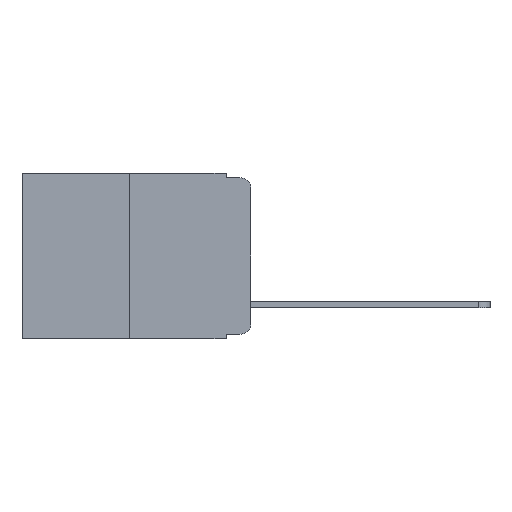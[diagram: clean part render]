
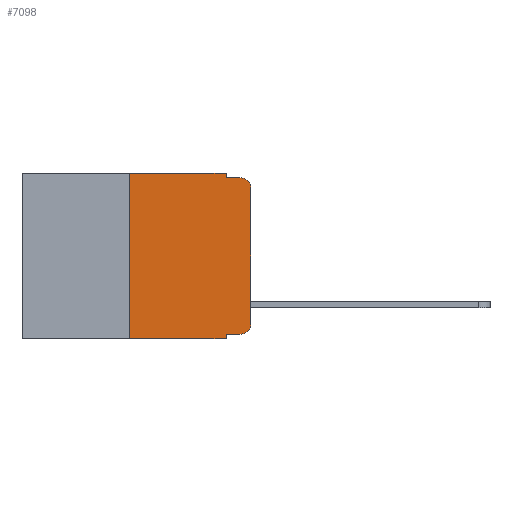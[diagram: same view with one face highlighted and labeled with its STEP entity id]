
A CAD part, left-side view. The second image highlights one B-rep face of the part: STEP entity #7098.
In plain terms, the highlighted planar face has unit normal (-1, 0, 0).
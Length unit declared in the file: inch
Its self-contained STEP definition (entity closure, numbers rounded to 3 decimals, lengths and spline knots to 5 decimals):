
#8 = CARTESIAN_POINT ( 'NONE',  ( 0., 0.25, -0.343 ) ) ;
#105 = VERTEX_POINT ( 'NONE', #14893 ) ;
#145 = CARTESIAN_POINT ( 'NONE',  ( 0., 0.051, 0. ) ) ;
#284 = CARTESIAN_POINT ( 'NONE',  ( 0., 0., -0.313 ) ) ;
#463 = EDGE_CURVE ( 'NONE', #20205, #7840, #11159, .T. ) ;
#1019 = CIRCLE ( 'NONE', #7161, 0.02 ) ;
#1064 = ORIENTED_EDGE ( 'NONE', *, *, #463, .T. ) ;
#1238 = DIRECTION ( 'NONE',  ( 0., -1., 0. ) ) ;
#1406 = CARTESIAN_POINT ( 'NONE',  ( 0., 0.051, -0.333 ) ) ;
#2013 = EDGE_CURVE ( 'NONE', #6218, #13848, #12874, .T. ) ;
#2266 = DIRECTION ( 'NONE',  ( 0., 0., -1. ) ) ;
#2661 = VECTOR ( 'NONE', #1238, 39.37008 ) ;
#3329 = VECTOR ( 'NONE', #2266, 39.37008 ) ;
#3511 = EDGE_CURVE ( 'NONE', #19470, #15450, #5224, .T. ) ;
#3811 = CARTESIAN_POINT ( 'NONE',  ( 0., 0.051, -0.01 ) ) ;
#4031 = DIRECTION ( 'NONE',  ( -1., 0., 0. ) ) ;
#4163 = LINE ( 'NONE', #1406, #15228 ) ;
#4298 = EDGE_CURVE ( 'NONE', #6218, #7809, #14951, .T. ) ;
#4941 = CARTESIAN_POINT ( 'NONE',  ( 0., 0.473, 0. ) ) ;
#5224 = LINE ( 'NONE', #5613, #15045 ) ;
#5613 = CARTESIAN_POINT ( 'NONE',  ( 0., 0.051, 0. ) ) ;
#6218 = VERTEX_POINT ( 'NONE', #8 ) ;
#7098 = ADVANCED_FACE ( 'NONE', ( #21251 ), #24753, .F. ) ;
#7161 = AXIS2_PLACEMENT_3D ( 'NONE', #9551, #23227, #11535 ) ;
#7237 = CARTESIAN_POINT ( 'NONE',  ( 0., 0.25, 0. ) ) ;
#7326 = LINE ( 'NONE', #3811, #19584 ) ;
#7408 = DIRECTION ( 'NONE',  ( 0., 0., 1. ) ) ;
#7514 = EDGE_CURVE ( 'NONE', #105, #20205, #1019, .T. ) ;
#7588 = EDGE_CURVE ( 'NONE', #7840, #22593, #24961, .T. ) ;
#7802 = CARTESIAN_POINT ( 'NONE',  ( 0., 0.02, -0.03 ) ) ;
#7809 = VERTEX_POINT ( 'NONE', #25405 ) ;
#7840 = VERTEX_POINT ( 'NONE', #17629 ) ;
#8481 = CARTESIAN_POINT ( 'NONE',  ( 0., 0.051, -0.333 ) ) ;
#8778 = ORIENTED_EDGE ( 'NONE', *, *, #2013, .F. ) ;
#9551 = CARTESIAN_POINT ( 'NONE',  ( 0., 0.02, -0.313 ) ) ;
#9746 = CARTESIAN_POINT ( 'NONE',  ( 0., 0.473, 0. ) ) ;
#11159 = LINE ( 'NONE', #19898, #13590 ) ;
#11535 = DIRECTION ( 'NONE',  ( 0., 0., -1. ) ) ;
#12874 = LINE ( 'NONE', #24038, #16840 ) ;
#13266 = AXIS2_PLACEMENT_3D ( 'NONE', #7802, #4031, #21479 ) ;
#13590 = VECTOR ( 'NONE', #7408, 39.37008 ) ;
#13700 = EDGE_CURVE ( 'NONE', #16024, #7809, #22927, .T. ) ;
#13848 = VERTEX_POINT ( 'NONE', #7237 ) ;
#14026 = ORIENTED_EDGE ( 'NONE', *, *, #7588, .T. ) ;
#14081 = ORIENTED_EDGE ( 'NONE', *, *, #22438, .F. ) ;
#14893 = CARTESIAN_POINT ( 'NONE',  ( 0., 0.02, -0.333 ) ) ;
#14951 = LINE ( 'NONE', #16712, #2661 ) ;
#15045 = VECTOR ( 'NONE', #17268, 39.37008 ) ;
#15228 = VECTOR ( 'NONE', #20918, 39.37008 ) ;
#15428 = ORIENTED_EDGE ( 'NONE', *, *, #13700, .F. ) ;
#15450 = VERTEX_POINT ( 'NONE', #18616 ) ;
#15620 = ORIENTED_EDGE ( 'NONE', *, *, #3511, .F. ) ;
#15671 = EDGE_CURVE ( 'NONE', #13848, #19470, #21881, .T. ) ;
#15962 = CARTESIAN_POINT ( 'NONE',  ( 0., 0.02, -0.01 ) ) ;
#16024 = VERTEX_POINT ( 'NONE', #8481 ) ;
#16170 = EDGE_CURVE ( 'NONE', #16024, #105, #4163, .T. ) ;
#16453 = ORIENTED_EDGE ( 'NONE', *, *, #15671, .F. ) ;
#16702 = VECTOR ( 'NONE', #23407, 39.37008 ) ;
#16712 = CARTESIAN_POINT ( 'NONE',  ( 0., 0.473, -0.343 ) ) ;
#16840 = VECTOR ( 'NONE', #20203, 39.37008 ) ;
#16943 = DIRECTION ( 'NONE',  ( 0., 0., -1. ) ) ;
#17268 = DIRECTION ( 'NONE',  ( 0., 0., -1. ) ) ;
#17578 = EDGE_LOOP ( 'NONE', ( #1064, #14026, #14081, #15620, #16453, #8778, #22885, #15428, #23600, #18375 ) ) ;
#17629 = CARTESIAN_POINT ( 'NONE',  ( 0., 0., -0.03 ) ) ;
#18116 = CARTESIAN_POINT ( 'NONE',  ( 0., 0.051, 0. ) ) ;
#18375 = ORIENTED_EDGE ( 'NONE', *, *, #7514, .T. ) ;
#18616 = CARTESIAN_POINT ( 'NONE',  ( 0., 0.051, -0.01 ) ) ;
#19463 = DIRECTION ( 'NONE',  ( 0., -1., 0. ) ) ;
#19470 = VERTEX_POINT ( 'NONE', #145 ) ;
#19584 = VECTOR ( 'NONE', #19463, 39.37008 ) ;
#19898 = CARTESIAN_POINT ( 'NONE',  ( 0., 0., 0. ) ) ;
#20203 = DIRECTION ( 'NONE',  ( 0., 0., 1. ) ) ;
#20205 = VERTEX_POINT ( 'NONE', #284 ) ;
#20290 = AXIS2_PLACEMENT_3D ( 'NONE', #4941, #22753, #16943 ) ;
#20918 = DIRECTION ( 'NONE',  ( 0., -1., 0. ) ) ;
#21251 = FACE_OUTER_BOUND ( 'NONE', #17578, .T. ) ;
#21479 = DIRECTION ( 'NONE',  ( 0., 0., -1. ) ) ;
#21881 = LINE ( 'NONE', #9746, #16702 ) ;
#22438 = EDGE_CURVE ( 'NONE', #15450, #22593, #7326, .T. ) ;
#22593 = VERTEX_POINT ( 'NONE', #15962 ) ;
#22753 = DIRECTION ( 'NONE',  ( 1., 0., 0. ) ) ;
#22885 = ORIENTED_EDGE ( 'NONE', *, *, #4298, .T. ) ;
#22927 = LINE ( 'NONE', #18116, #3329 ) ;
#23227 = DIRECTION ( 'NONE',  ( -1., 0., 0. ) ) ;
#23407 = DIRECTION ( 'NONE',  ( 0., -1., 0. ) ) ;
#23600 = ORIENTED_EDGE ( 'NONE', *, *, #16170, .T. ) ;
#24038 = CARTESIAN_POINT ( 'NONE',  ( 0., 0.25, 0. ) ) ;
#24753 = PLANE ( 'NONE',  #20290 ) ;
#24961 = CIRCLE ( 'NONE', #13266, 0.02 ) ;
#25405 = CARTESIAN_POINT ( 'NONE',  ( 0., 0.051, -0.343 ) ) ;
